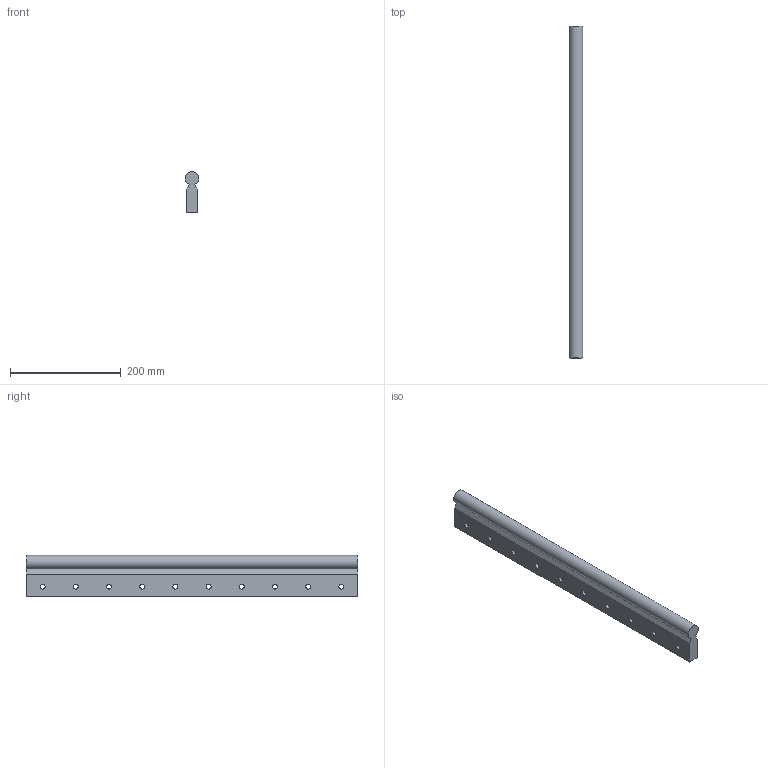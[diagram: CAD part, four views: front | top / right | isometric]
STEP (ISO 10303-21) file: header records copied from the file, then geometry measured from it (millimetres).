
FILE_DESCRIPTION( ( 'Unknown' ), '1' );
FILE_NAME( 'SWUF-25_AS.stp', 'Unknown', ( 'Unknown' ), ( 'Unknown' ), 'PSStep 13.0', 'Unknown', ' ' );
FILE_SCHEMA( ( 'AUTOMOTIVE_DESIGN { 1 0 10303 214 1 1 1 1 }' ) );
Length unit declared in the file: millimetre
Products named in the file (1): 1
Bounding box: 24.9 x 600 x 74.45 mm (x, y, z)
Volume: 834902.2 mm3; surface area: 129765.5 mm2
Topology: 1 solids, 1 shells, 98 faces, 213 edges, 142 vertices
Faces by surface type: plane 62, cylinder 31, torus 5
Full cylindrical faces by diameter (mm): 9 x10, 13 x5, 15 x15
Entity records: 3304 total; most frequent: DIRECTION 438, CARTESIAN_POINT 409, ORIENTED_EDGE 346, EDGE_LOOP 178, EDGE_CURVE 173, AXIS2_PLACEMENT_3D 166, VERTEX_POINT 137, FACE_OUTER_BOUND 133
